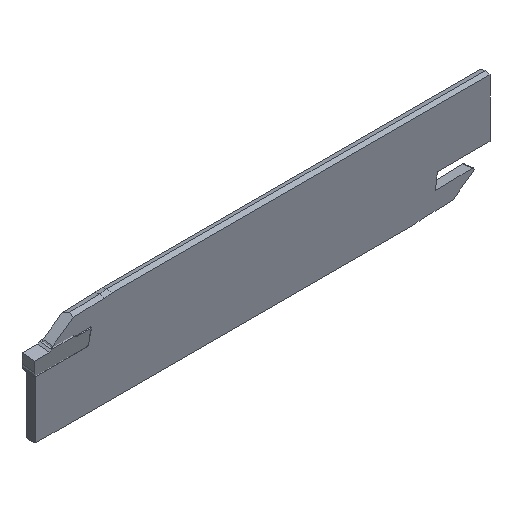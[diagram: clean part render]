
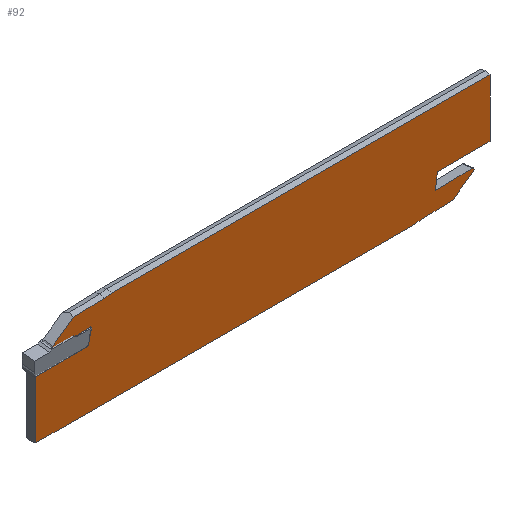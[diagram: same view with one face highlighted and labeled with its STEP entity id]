
A CAD part, isometric view. The second image highlights one B-rep face of the part: STEP entity #92.
In plain terms, the highlighted planar face has unit normal (0, -1, 0).
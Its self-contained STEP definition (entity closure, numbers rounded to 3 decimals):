
#48=ELLIPSE('',#851,0.603,0.6);
#49=ELLIPSE('',#853,0.603,0.6);
#52=CIRCLE('',#850,25.429);
#53=CIRCLE('',#852,25.429);
#92=ADVANCED_FACE('',(#168),#133,.T.);
#133=PLANE('',#854);
#168=FACE_OUTER_BOUND('',#209,.T.);
#209=EDGE_LOOP('',(#308,#309,#310,#311,#312,#313,#314,#315,#316,#317,#318,
#319,#320,#321,#322,#323,#324,#325));
#308=ORIENTED_EDGE('',*,*,#565,.T.);
#309=ORIENTED_EDGE('',*,*,#566,.T.);
#310=ORIENTED_EDGE('',*,*,#567,.T.);
#311=ORIENTED_EDGE('',*,*,#568,.T.);
#312=ORIENTED_EDGE('',*,*,#569,.T.);
#313=ORIENTED_EDGE('',*,*,#570,.F.);
#314=ORIENTED_EDGE('',*,*,#571,.T.);
#315=ORIENTED_EDGE('',*,*,#572,.T.);
#316=ORIENTED_EDGE('',*,*,#573,.T.);
#317=ORIENTED_EDGE('',*,*,#574,.T.);
#318=ORIENTED_EDGE('',*,*,#575,.T.);
#319=ORIENTED_EDGE('',*,*,#576,.T.);
#320=ORIENTED_EDGE('',*,*,#577,.F.);
#321=ORIENTED_EDGE('',*,*,#578,.F.);
#322=ORIENTED_EDGE('',*,*,#579,.F.);
#323=ORIENTED_EDGE('',*,*,#580,.T.);
#324=ORIENTED_EDGE('',*,*,#581,.T.);
#325=ORIENTED_EDGE('',*,*,#582,.T.);
#480=VERTEX_POINT('',#1157);
#481=VERTEX_POINT('',#1158);
#482=VERTEX_POINT('',#1160);
#483=VERTEX_POINT('',#1162);
#484=VERTEX_POINT('',#1164);
#485=VERTEX_POINT('',#1166);
#486=VERTEX_POINT('',#1168);
#487=VERTEX_POINT('',#1170);
#488=VERTEX_POINT('',#1172);
#489=VERTEX_POINT('',#1174);
#490=VERTEX_POINT('',#1176);
#491=VERTEX_POINT('',#1178);
#492=VERTEX_POINT('',#1180);
#493=VERTEX_POINT('',#1182);
#494=VERTEX_POINT('',#1184);
#495=VERTEX_POINT('',#1186);
#496=VERTEX_POINT('',#1188);
#497=VERTEX_POINT('',#1190);
#565=EDGE_CURVE('',#480,#481,#675,.T.);
#566=EDGE_CURVE('',#481,#482,#676,.T.);
#567=EDGE_CURVE('',#482,#483,#677,.T.);
#568=EDGE_CURVE('',#483,#484,#678,.T.);
#569=EDGE_CURVE('',#484,#485,#679,.T.);
#570=EDGE_CURVE('',#486,#485,#52,.T.);
#571=EDGE_CURVE('',#486,#487,#680,.T.);
#572=EDGE_CURVE('',#487,#488,#681,.T.);
#573=EDGE_CURVE('',#488,#489,#48,.T.);
#574=EDGE_CURVE('',#489,#490,#682,.T.);
#575=EDGE_CURVE('',#490,#491,#683,.T.);
#576=EDGE_CURVE('',#491,#492,#684,.T.);
#577=EDGE_CURVE('',#493,#492,#685,.T.);
#578=EDGE_CURVE('',#494,#493,#686,.T.);
#579=EDGE_CURVE('',#495,#494,#53,.T.);
#580=EDGE_CURVE('',#495,#496,#687,.T.);
#581=EDGE_CURVE('',#496,#497,#688,.T.);
#582=EDGE_CURVE('',#497,#480,#49,.T.);
#675=LINE('',#1156,#773);
#676=LINE('',#1159,#774);
#677=LINE('',#1161,#775);
#678=LINE('',#1163,#776);
#679=LINE('',#1165,#777);
#680=LINE('',#1169,#778);
#681=LINE('',#1171,#779);
#682=LINE('',#1175,#780);
#683=LINE('',#1177,#781);
#684=LINE('',#1179,#782);
#685=LINE('',#1181,#783);
#686=LINE('',#1183,#784);
#687=LINE('',#1187,#785);
#688=LINE('',#1189,#786);
#773=VECTOR('',#949,1.);
#774=VECTOR('',#950,1.);
#775=VECTOR('',#951,1.);
#776=VECTOR('',#952,1.);
#777=VECTOR('',#953,1.);
#778=VECTOR('',#956,1.);
#779=VECTOR('',#957,1.);
#780=VECTOR('',#960,1.);
#781=VECTOR('',#961,1.);
#782=VECTOR('',#962,1.);
#783=VECTOR('',#963,1.);
#784=VECTOR('',#964,1.);
#785=VECTOR('',#967,1.);
#786=VECTOR('',#968,1.);
#850=AXIS2_PLACEMENT_3D('',#1167,#954,#955);
#851=AXIS2_PLACEMENT_3D('',#1173,#958,#959);
#852=AXIS2_PLACEMENT_3D('',#1185,#965,#966);
#853=AXIS2_PLACEMENT_3D('',#1191,#969,#970);
#854=AXIS2_PLACEMENT_3D('',#1192,#971,#972);
#949=DIRECTION('',(-1.,0.,-0.026));
#950=DIRECTION('',(0.121,0.,0.993));
#951=DIRECTION('',(1.,0.,0.));
#952=DIRECTION('',(0.,0.,1.));
#953=DIRECTION('',(-1.,0.,0.));
#954=DIRECTION('',(0.,-1.,0.));
#955=DIRECTION('',(0.,0.,-1.));
#956=DIRECTION('',(-0.999,0.,-0.035));
#957=DIRECTION('',(-0.818,0.,-0.576));
#958=DIRECTION('',(0.,-1.,0.));
#959=DIRECTION('',(0.,0.,1.));
#960=DIRECTION('',(1.,0.,0.026));
#961=DIRECTION('',(-0.121,0.,-0.993));
#962=DIRECTION('',(-1.,0.,0.));
#963=DIRECTION('',(0.,0.,1.));
#964=DIRECTION('',(-1.,0.,0.));
#965=DIRECTION('',(0.,-1.,0.));
#966=DIRECTION('',(0.,0.,1.));
#967=DIRECTION('',(0.999,0.,0.035));
#968=DIRECTION('',(0.818,0.,0.576));
#969=DIRECTION('',(0.,-1.,0.));
#970=DIRECTION('',(0.,0.,-1.));
#971=DIRECTION('',(0.,-1.,0.));
#972=DIRECTION('',(0.,0.,-1.));
#1156=CARTESIAN_POINT('',(144.136,0.,-17.66));
#1157=CARTESIAN_POINT('',(144.127,0.,-17.661));
#1158=CARTESIAN_POINT('',(131.982,0.,-17.981));
#1159=CARTESIAN_POINT('',(132.298,0.,-15.386));
#1160=CARTESIAN_POINT('',(132.602,0.,-12.903));
#1161=CARTESIAN_POINT('',(137.01,0.,-12.903));
#1162=CARTESIAN_POINT('',(150.,0.,-12.903));
#1163=CARTESIAN_POINT('',(150.,0.,-24.143));
#1164=CARTESIAN_POINT('',(150.,0.,6.143));
#1165=CARTESIAN_POINT('',(150.,0.,6.143));
#1166=CARTESIAN_POINT('',(25.032,0.,6.143));
#1167=CARTESIAN_POINT('',(21.727,0.,31.356));
#1168=CARTESIAN_POINT('',(22.599,0.,5.942));
#1169=CARTESIAN_POINT('',(22.599,0.,5.942));
#1170=CARTESIAN_POINT('',(12.369,0.,5.584));
#1171=CARTESIAN_POINT('',(13.332,0.,6.263));
#1172=CARTESIAN_POINT('',(5.513,0.,0.758));
#1173=CARTESIAN_POINT('',(5.858,0.,0.264));
#1174=CARTESIAN_POINT('',(5.873,0.,-0.339));
#1175=CARTESIAN_POINT('',(5.864,0.,-0.34));
#1176=CARTESIAN_POINT('',(18.018,0.,-0.019));
#1177=CARTESIAN_POINT('',(17.702,0.,-2.614));
#1178=CARTESIAN_POINT('',(17.398,0.,-5.097));
#1179=CARTESIAN_POINT('',(12.99,0.,-5.097));
#1180=CARTESIAN_POINT('',(0.,0.,-5.097));
#1181=CARTESIAN_POINT('',(0.,0.,-24.143));
#1182=CARTESIAN_POINT('',(0.,0.,-24.143));
#1183=CARTESIAN_POINT('',(150.,0.,-24.143));
#1184=CARTESIAN_POINT('',(124.968,0.,-24.143));
#1185=CARTESIAN_POINT('',(128.273,0.,-49.356));
#1186=CARTESIAN_POINT('',(127.401,0.,-23.942));
#1187=CARTESIAN_POINT('',(127.401,0.,-23.942));
#1188=CARTESIAN_POINT('',(137.631,0.,-23.584));
#1189=CARTESIAN_POINT('',(136.668,0.,-24.263));
#1190=CARTESIAN_POINT('',(144.487,0.,-18.758));
#1191=CARTESIAN_POINT('',(144.142,0.,-18.264));
#1192=CARTESIAN_POINT('',(150.,0.,-24.143));
